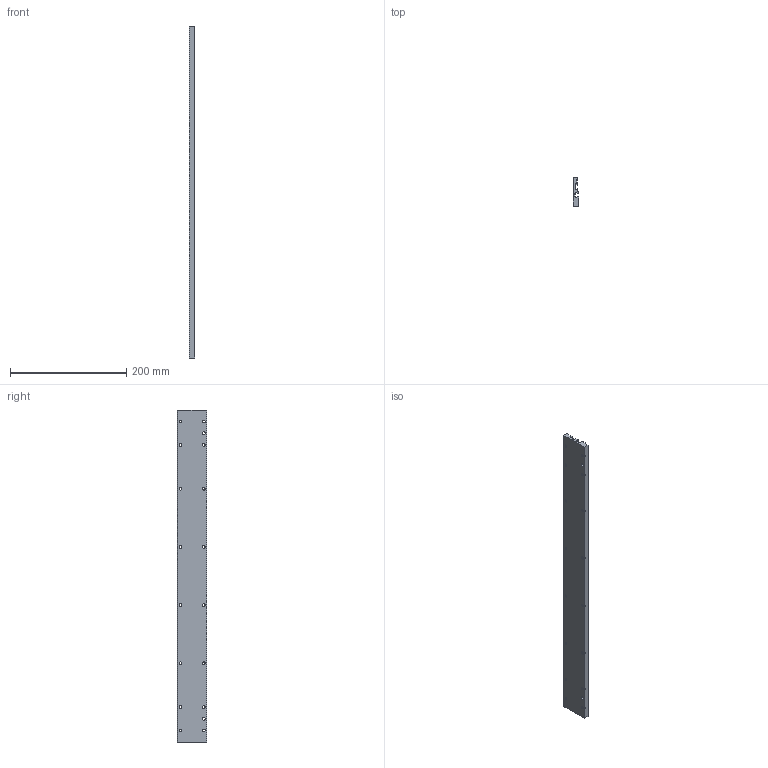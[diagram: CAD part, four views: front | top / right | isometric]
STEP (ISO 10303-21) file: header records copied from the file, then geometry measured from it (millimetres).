
FILE_DESCRIPTION(/* description */ ('STEP AP214'),/* implementation_level */ '2;1');
FILE_NAME(/* name */ '525697_SLG-S-18-400',/* time_stamp */ '2024-09-15T07:14:38+02:00',/* author */ ('License CC BY-ND 4.0'),/* organization */ ('CADENAS'),/* preprocessor_version */ 'ST-DEVELOPER v19.3',/* originating_system */ 'PARTsolutions',/* authorisation */ ' ');
FILE_SCHEMA (('AUTOMOTIVE_DESIGN {1 0 10303 214 3 1 1}'));
Length unit declared in the file: millimetre
Products named in the file (1): 525697 SLG-S-18-400
Bounding box: 10.3 x 50 x 571 mm (x, y, z)
Volume: 195282.6 mm3; surface area: 88437.5 mm2
Topology: 1 solids, 1 shells, 214 faces, 638 edges, 424 vertices
Faces by surface type: plane 138, cylinder 76
Full cylindrical faces by diameter (mm): 4.5 x16, 5 x2, 7.5 x16
Entity records: 7034 total; most frequent: CARTESIAN_POINT 1303, DIRECTION 1186, ORIENTED_EDGE 1172, EDGE_CURVE 586, AXIS2_PLACEMENT_3D 417, VERTEX_POINT 406, LINE 352, VECTOR 352
